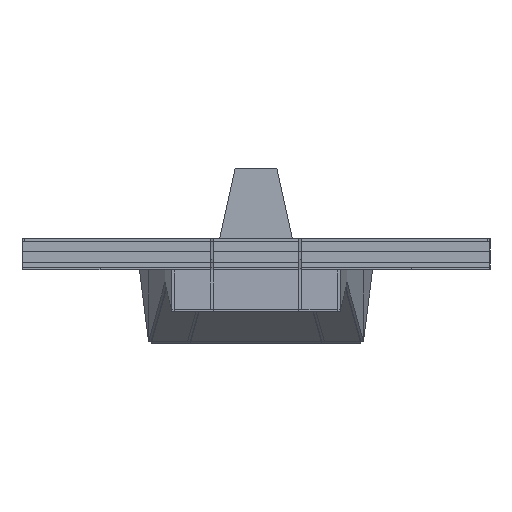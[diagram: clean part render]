
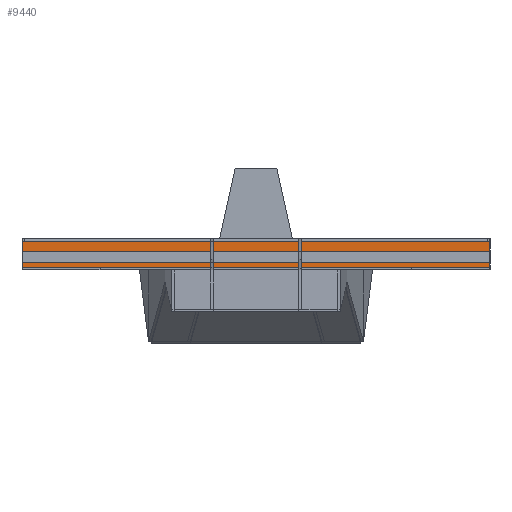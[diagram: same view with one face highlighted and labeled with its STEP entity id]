
A CAD part, left-side view. The second image highlights one B-rep face of the part: STEP entity #9440.
In plain terms, the highlighted planar face has unit normal (-1, 0, 0).
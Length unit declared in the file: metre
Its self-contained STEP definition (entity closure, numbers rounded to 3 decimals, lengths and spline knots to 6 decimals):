
#337=FACE_OUTER_BOUND('',#873,.T.);
#873=EDGE_LOOP('',(#6824,#6825,#6826,#6827,#6828,#6829,#6830,#6831,#6832,
#6833,#6834,#6835,#6836,#6837));
#1622=LINE('',#13471,#2909);
#1627=LINE('',#13487,#2914);
#1628=LINE('',#13497,#2915);
#1630=LINE('',#13502,#2917);
#1635=LINE('',#13518,#2922);
#1636=LINE('',#13528,#2923);
#1639=LINE('',#13553,#2926);
#1640=LINE('',#13556,#2927);
#1641=LINE('',#13558,#2928);
#1642=LINE('',#13560,#2929);
#1643=LINE('',#13561,#2930);
#1644=LINE('',#13563,#2931);
#1645=LINE('',#13565,#2932);
#1646=LINE('',#13566,#2933);
#2909=VECTOR('',#10979,0.01);
#2914=VECTOR('',#10986,0.01);
#2915=VECTOR('',#10989,0.01);
#2917=VECTOR('',#10993,0.01);
#2922=VECTOR('',#11000,0.01);
#2923=VECTOR('',#11003,0.01);
#2926=VECTOR('',#11006,0.01);
#2927=VECTOR('',#11009,0.01);
#2928=VECTOR('',#11010,0.01);
#2929=VECTOR('',#11011,0.01);
#2930=VECTOR('',#11012,0.01);
#2931=VECTOR('',#11013,0.01);
#2932=VECTOR('',#11014,0.01);
#2933=VECTOR('',#11015,0.01);
#4086=VERTEX_POINT('',#13469);
#4087=VERTEX_POINT('',#13470);
#4091=VERTEX_POINT('',#13479);
#4092=VERTEX_POINT('',#13489);
#4094=VERTEX_POINT('',#13500);
#4095=VERTEX_POINT('',#13501);
#4099=VERTEX_POINT('',#13510);
#4100=VERTEX_POINT('',#13520);
#4103=VERTEX_POINT('',#13546);
#4104=VERTEX_POINT('',#13555);
#4105=VERTEX_POINT('',#13557);
#4106=VERTEX_POINT('',#13559);
#4107=VERTEX_POINT('',#13562);
#4108=VERTEX_POINT('',#13564);
#5101=EDGE_CURVE('',#4086,#4087,#1622,.T.);
#5107=EDGE_CURVE('',#4091,#4086,#1627,.T.);
#5109=EDGE_CURVE('',#4087,#4092,#1628,.T.);
#5111=EDGE_CURVE('',#4094,#4095,#1630,.T.);
#5117=EDGE_CURVE('',#4099,#4094,#1635,.T.);
#5119=EDGE_CURVE('',#4095,#4100,#1636,.T.);
#5123=EDGE_CURVE('',#4103,#4092,#1639,.T.);
#5124=EDGE_CURVE('',#4103,#4104,#1640,.T.);
#5125=EDGE_CURVE('',#4104,#4105,#1641,.T.);
#5126=EDGE_CURVE('',#4106,#4105,#1642,.T.);
#5127=EDGE_CURVE('',#4106,#4099,#1643,.T.);
#5128=EDGE_CURVE('',#4100,#4107,#1644,.T.);
#5129=EDGE_CURVE('',#4108,#4107,#1645,.T.);
#5130=EDGE_CURVE('',#4091,#4108,#1646,.T.);
#6824=ORIENTED_EDGE('',*,*,#5107,.T.);
#6825=ORIENTED_EDGE('',*,*,#5101,.T.);
#6826=ORIENTED_EDGE('',*,*,#5109,.T.);
#6827=ORIENTED_EDGE('',*,*,#5123,.F.);
#6828=ORIENTED_EDGE('',*,*,#5124,.T.);
#6829=ORIENTED_EDGE('',*,*,#5125,.T.);
#6830=ORIENTED_EDGE('',*,*,#5126,.F.);
#6831=ORIENTED_EDGE('',*,*,#5127,.T.);
#6832=ORIENTED_EDGE('',*,*,#5117,.T.);
#6833=ORIENTED_EDGE('',*,*,#5111,.T.);
#6834=ORIENTED_EDGE('',*,*,#5119,.T.);
#6835=ORIENTED_EDGE('',*,*,#5128,.T.);
#6836=ORIENTED_EDGE('',*,*,#5129,.F.);
#6837=ORIENTED_EDGE('',*,*,#5130,.F.);
#8936=PLANE('',#10024);
#9440=ADVANCED_FACE('',(#337),#8936,.T.);
#10024=AXIS2_PLACEMENT_3D('',#13554,#11007,#11008);
#10979=DIRECTION('',(0.,-1.,0.));
#10986=DIRECTION('',(0.,0.,1.));
#10989=DIRECTION('',(0.,0.,-1.));
#10993=DIRECTION('',(0.,1.,0.));
#11000=DIRECTION('',(0.,0.,-1.));
#11003=DIRECTION('',(0.,0.,1.));
#11006=DIRECTION('',(0.,1.,0.));
#11007=DIRECTION('center_axis',(-1.,0.,0.));
#11008=DIRECTION('ref_axis',(0.,0.,-1.));
#11009=DIRECTION('',(0.,-1.,0.));
#11010=DIRECTION('',(0.,-1.,0.));
#11011=DIRECTION('',(0.,0.,-1.));
#11012=DIRECTION('',(0.,1.,0.));
#11013=DIRECTION('',(0.,1.,0.));
#11014=DIRECTION('',(0.,0.,1.));
#11015=DIRECTION('',(0.,1.,0.));
#13469=CARTESIAN_POINT('',(0.99,0.1743,0.49));
#13470=CARTESIAN_POINT('',(0.99,0.1643,0.49));
#13471=CARTESIAN_POINT('',(0.99,0.08215,0.49));
#13479=CARTESIAN_POINT('',(0.99,0.1743,0.440222));
#13487=CARTESIAN_POINT('',(0.99,0.1743,0.484861));
#13489=CARTESIAN_POINT('',(0.99,0.1643,0.440222));
#13497=CARTESIAN_POINT('',(0.99,0.1643,0.514861));
#13500=CARTESIAN_POINT('',(0.99,-0.1743,0.49));
#13501=CARTESIAN_POINT('',(0.99,-0.1643,0.49));
#13502=CARTESIAN_POINT('',(0.99,-0.09215,0.49));
#13510=CARTESIAN_POINT('',(0.99,-0.1743,0.539722));
#13518=CARTESIAN_POINT('',(0.99,-0.1743,0.544861));
#13520=CARTESIAN_POINT('',(0.99,-0.1643,0.539722));
#13528=CARTESIAN_POINT('',(0.99,-0.1643,0.514861));
#13546=CARTESIAN_POINT('',(0.99,0.01,0.440222));
#13553=CARTESIAN_POINT('',(0.99,-0.01,0.440222));
#13554=CARTESIAN_POINT('Origin',(0.99,-0.01,0.539722));
#13555=CARTESIAN_POINT('',(0.99,-0.01,0.440222));
#13556=CARTESIAN_POINT('',(0.99,0.01,0.440222));
#13557=CARTESIAN_POINT('',(0.99,-0.9,0.440222));
#13558=CARTESIAN_POINT('',(0.99,-0.01,0.440222));
#13559=CARTESIAN_POINT('',(0.99,-0.9,0.539722));
#13560=CARTESIAN_POINT('',(0.99,-0.9,0.43));
#13561=CARTESIAN_POINT('',(0.99,-0.01,0.539722));
#13562=CARTESIAN_POINT('',(0.99,0.9,0.539722));
#13563=CARTESIAN_POINT('',(0.99,-0.01,0.539722));
#13564=CARTESIAN_POINT('',(0.99,0.9,0.440222));
#13565=CARTESIAN_POINT('',(0.99,0.9,0.43));
#13566=CARTESIAN_POINT('',(0.99,-0.01,0.440222));
